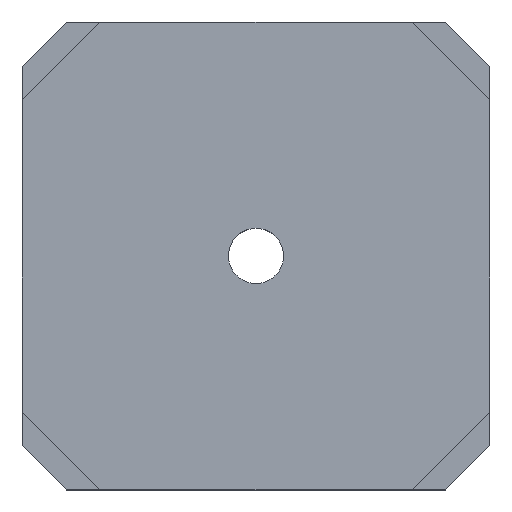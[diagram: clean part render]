
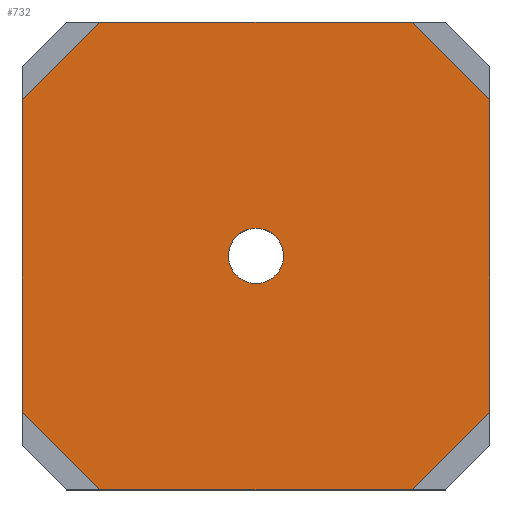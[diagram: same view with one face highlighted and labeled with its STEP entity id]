
A CAD part, top view. The second image highlights one B-rep face of the part: STEP entity #732.
In plain terms, the highlighted planar face has unit normal (0, 0, 1).
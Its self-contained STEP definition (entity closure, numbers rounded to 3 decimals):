
#322=CARTESIAN_POINT('',(-14.15,21.15,10.0));
#323=VERTEX_POINT('',#322);
#330=CARTESIAN_POINT('',(14.15,21.15,10.0));
#331=VERTEX_POINT('',#330);
#332=CARTESIAN_POINT('',(14.15,21.15,10.0));
#333=DIRECTION('',(-1.0,0.0,0.0));
#334=VECTOR('',#333,28.3);
#335=LINE('',#332,#334);
#336=EDGE_CURVE('',#331,#323,#335,.T.);
#402=CARTESIAN_POINT('',(-21.15,-14.15,10.0));
#403=VERTEX_POINT('',#402);
#410=CARTESIAN_POINT('',(-21.15,14.15,10.0));
#411=VERTEX_POINT('',#410);
#412=CARTESIAN_POINT('',(-21.15,14.15,10.0));
#413=DIRECTION('',(0.,-1.0,0.0));
#414=VECTOR('',#413,28.3);
#415=LINE('',#412,#414);
#416=EDGE_CURVE('',#411,#403,#415,.T.);
#480=CARTESIAN_POINT('',(14.15,-21.15,10.0));
#481=VERTEX_POINT('',#480);
#488=CARTESIAN_POINT('',(-14.15,-21.15,10.0));
#489=VERTEX_POINT('',#488);
#490=CARTESIAN_POINT('',(-14.15,-21.15,10.0));
#491=DIRECTION('',(1.0,0.0,-0.0));
#492=VECTOR('',#491,28.3);
#493=LINE('',#490,#492);
#494=EDGE_CURVE('',#489,#481,#493,.T.);
#558=CARTESIAN_POINT('',(21.15,14.15,10.0));
#559=VERTEX_POINT('',#558);
#566=CARTESIAN_POINT('',(21.15,-14.15,10.0));
#567=VERTEX_POINT('',#566);
#568=CARTESIAN_POINT('',(21.15,-14.15,10.0));
#569=DIRECTION('',(0.,1.0,0.0));
#570=VECTOR('',#569,28.3);
#571=LINE('',#568,#570);
#572=EDGE_CURVE('',#567,#559,#571,.T.);
#625=CARTESIAN_POINT('',(-14.15,21.15,10.0));
#626=DIRECTION('',(-0.707,-0.707,0.0));
#627=VECTOR('',#626,9.899);
#628=LINE('',#625,#627);
#629=EDGE_CURVE('',#323,#411,#628,.T.);
#650=CARTESIAN_POINT('',(21.15,14.15,10.0));
#651=DIRECTION('',(-0.707,0.707,0.0));
#652=VECTOR('',#651,9.899);
#653=LINE('',#650,#652);
#654=EDGE_CURVE('',#559,#331,#653,.T.);
#668=CARTESIAN_POINT('',(14.15,-21.15,10.0));
#669=DIRECTION('',(0.707,0.707,0.0));
#670=VECTOR('',#669,9.899);
#671=LINE('',#668,#670);
#672=EDGE_CURVE('',#481,#567,#671,.T.);
#686=CARTESIAN_POINT('',(-21.15,-14.15,10.0));
#687=DIRECTION('',(0.707,-0.707,0.0));
#688=VECTOR('',#687,9.899);
#689=LINE('',#686,#688);
#690=EDGE_CURVE('',#403,#489,#689,.T.);
#697=CARTESIAN_POINT('',(0.0,0.0,10.0));
#698=DIRECTION('',(0.0,0.0,1.0));
#699=DIRECTION('',(1.0,0.0,-0.0));
#700=AXIS2_PLACEMENT_3D('',#697,#698,#699);
#701=PLANE('',#700);
#702=CARTESIAN_POINT('',(-2.5,0.,10.0));
#703=VERTEX_POINT('',#702);
#704=CARTESIAN_POINT('',(2.5,0.,10.0));
#705=VERTEX_POINT('',#704);
#706=CARTESIAN_POINT('',(0.0,0.0,10.0));
#707=DIRECTION('',(0.0,0.0,1.0));
#708=DIRECTION('',(1.0,0.0,-0.0));
#709=AXIS2_PLACEMENT_3D('',#706,#707,#708);
#710=CIRCLE('',#709,2.5);
#711=EDGE_CURVE('',#703,#705,#710,.T.);
#712=ORIENTED_EDGE('',*,*,#711,.F.);
#713=CARTESIAN_POINT('',(0.0,0.0,10.0));
#714=DIRECTION('',(0.0,0.0,1.0));
#715=DIRECTION('',(1.0,0.0,-0.0));
#716=AXIS2_PLACEMENT_3D('',#713,#714,#715);
#717=CIRCLE('',#716,2.5);
#718=EDGE_CURVE('',#705,#703,#717,.T.);
#719=ORIENTED_EDGE('',*,*,#718,.F.);
#720=EDGE_LOOP('',(#712,#719));
#721=FACE_BOUND('',#720,.T.);
#722=ORIENTED_EDGE('',*,*,#416,.T.);
#723=ORIENTED_EDGE('',*,*,#690,.T.);
#724=ORIENTED_EDGE('',*,*,#494,.T.);
#725=ORIENTED_EDGE('',*,*,#672,.T.);
#726=ORIENTED_EDGE('',*,*,#572,.T.);
#727=ORIENTED_EDGE('',*,*,#654,.T.);
#728=ORIENTED_EDGE('',*,*,#336,.T.);
#729=ORIENTED_EDGE('',*,*,#629,.T.);
#730=EDGE_LOOP('',(#722,#723,#724,#725,#726,#727,#728,#729));
#731=FACE_BOUND('',#730,.T.);
#732=ADVANCED_FACE('',(#721,#731),#701,.T.);
